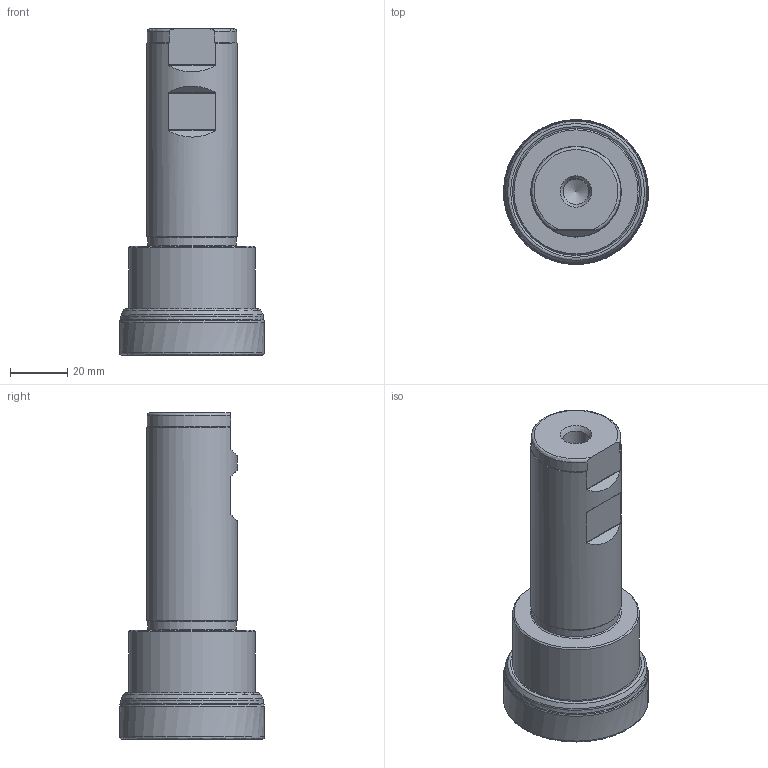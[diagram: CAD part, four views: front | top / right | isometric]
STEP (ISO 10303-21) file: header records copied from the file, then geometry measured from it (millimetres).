
FILE_DESCRIPTION(/* description */ (''),/* implementation_level */ '2;1');
FILE_NAME(/* name */ 'E-Catalogue_E90-TP16-200Z4W125-L450I.stp',/* time_stamp */ '2023-10-17T10:24:30+09:00',/* author */ (''),/* organization */ (''),/* preprocessor_version */ 'ST-DEVELOPER v16',/* originating_system */ 'SIEMENS PLM Software NX 10.0',/* authorisation */ '');
FILE_SCHEMA (('AP203_CONFIGURATION_CONTROLLED_3D_DESIGN_OF_MECHANICAL_PARTS_AND_ASSEMBLIES_MIM_LF { 1 0 10303 403 2 1 2}'));
Length unit declared in the file: millimetre
Products named in the file (1): 10224A3C590Cnfgp
Bounding box: 50.8 x 50.8 x 114.3 mm (x, y, z)
Volume: 113566.5 mm3; surface area: 24957 mm2
Topology: 1 solids, 2 shells, 62 faces, 178 edges, 143 vertices
Faces by surface type: revolution 21, cone 11, torus 11, plane 10, cylinder 9
Full cylindrical faces by diameter (mm): 1.5 x1, 9 x1, 30.95 x1, 31.75 x1, 44.45 x1
Entity records: 2008 total; most frequent: CARTESIAN_POINT 776, DIRECTION 223, ORIENTED_EDGE 158, EDGE_LOOP 112, FACE_BOUND 103, AXIS2_PLACEMENT_3D 93, EDGE_CURVE 79, VERTEX_POINT 71
